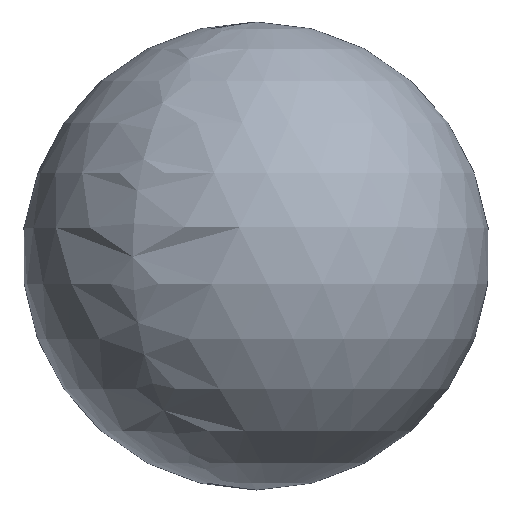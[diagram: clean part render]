
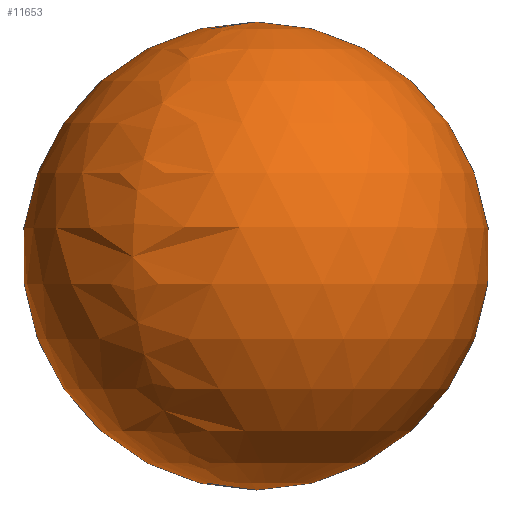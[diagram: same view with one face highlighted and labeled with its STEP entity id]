
A CAD part, top view. The second image highlights one B-rep face of the part: STEP entity #11653.
In plain terms, the highlighted spherical face has radius 25 mm.
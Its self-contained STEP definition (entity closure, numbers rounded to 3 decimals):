
#104 = ORIENTED_EDGE ( 'NONE', *, *, #1714, .T. ) ;
#564 = DIRECTION ( 'NONE',  ( 1., 0., 0. ) ) ;
#1702 = DIRECTION ( 'NONE',  ( 0., -1., 0. ) ) ;
#1714 = EDGE_CURVE ( 'NONE', #8782, #8782, #2675, .T. ) ;
#2018 = AXIS2_PLACEMENT_3D ( 'NONE', #11909, #1702, #13560 ) ;
#2040 = CARTESIAN_POINT ( 'NONE',  ( 11.111, 0., 27.605 ) ) ;
#2675 = CIRCLE ( 'NONE', #6017, 11.111 ) ;
#3754 = SPHERICAL_SURFACE ( 'NONE', #2018, 25. ) ;
#4592 = CARTESIAN_POINT ( 'NONE',  ( 0., 0., 27.605 ) ) ;
#5466 = EDGE_LOOP ( 'NONE', ( #104 ) ) ;
#5866 = DIRECTION ( 'NONE',  ( 0., 0., 1. ) ) ;
#6017 = AXIS2_PLACEMENT_3D ( 'NONE', #4592, #5866, #564 ) ;
#8782 = VERTEX_POINT ( 'NONE', #2040 ) ;
#11653 = ADVANCED_FACE ( 'NONE', ( #11914 ), #3754, .T. ) ;
#11909 = CARTESIAN_POINT ( 'NONE',  ( 0., 0., 50. ) ) ;
#11914 = FACE_OUTER_BOUND ( 'NONE', #5466, .T. ) ;
#13560 = DIRECTION ( 'NONE',  ( 1., 0., 0. ) ) ;
